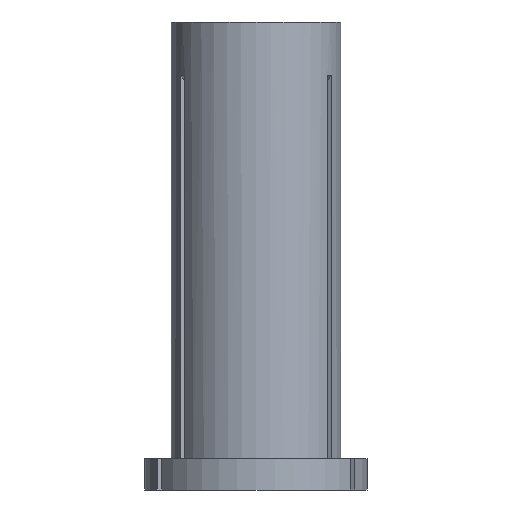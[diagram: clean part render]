
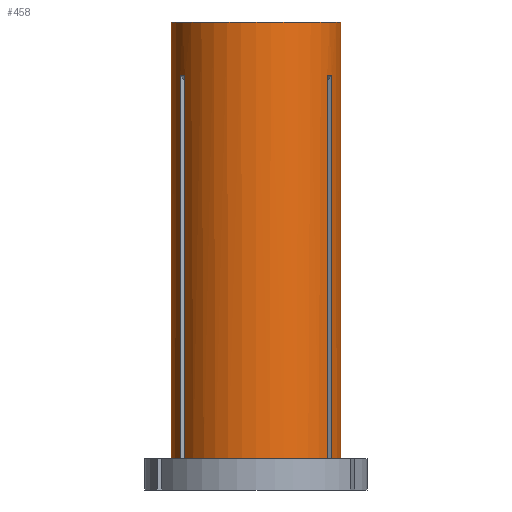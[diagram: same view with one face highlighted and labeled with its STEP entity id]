
A CAD part, front view. The second image highlights one B-rep face of the part: STEP entity #458.
In plain terms, the highlighted cylindrical face has radius 9.525 mm (diameter 19.05 mm), a partial arc.
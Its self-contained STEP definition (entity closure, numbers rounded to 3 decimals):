
#8 = B_SPLINE_CURVE_WITH_KNOTS ( 'NONE', 3,
 ( #929, #736, #733, #1010, #229, #844 ),
 .UNSPECIFIED., .F., .F.,
 ( 4, 2, 4 ),
 ( 0.066, 0.067, 0.067 ),
 .UNSPECIFIED. ) ;
#15 = CARTESIAN_POINT ( 'NONE',  ( -7.988, -5.189, -6.014 ) ) ;
#17 = VERTEX_POINT ( 'NONE', #881 ) ;
#20 = LINE ( 'NONE', #194, #596 ) ;
#36 = VERTEX_POINT ( 'NONE', #356 ) ;
#44 = CARTESIAN_POINT ( 'NONE',  ( -7.988, -5.189, -49. ) ) ;
#55 = DIRECTION ( 'NONE',  ( 1., 0., 0. ) ) ;
#69 = ORIENTED_EDGE ( 'NONE', *, *, #553, .T. ) ;
#72 = CARTESIAN_POINT ( 'NONE',  ( 8.488, -4.323, 0. ) ) ;
#100 = B_SPLINE_CURVE_WITH_KNOTS ( 'NONE', 3,
 ( #1134, #346, #951, #260, #249 ),
 .UNSPECIFIED., .F., .F.,
 ( 4, 1, 4 ),
 ( 0.072, 0.072, 0.073 ),
 .UNSPECIFIED. ) ;
#122 = LINE ( 'NONE', #72, #416 ) ;
#141 = CARTESIAN_POINT ( 'NONE',  ( 0., 0., 0. ) ) ;
#148 = DIRECTION ( 'NONE',  ( 0., 0., 1. ) ) ;
#153 = EDGE_CURVE ( 'NONE', #500, #759, #678, .T. ) ;
#176 = LINE ( 'NONE', #216, #751 ) ;
#194 = CARTESIAN_POINT ( 'NONE',  ( 7.988, -5.189, 0. ) ) ;
#196 = CYLINDRICAL_SURFACE ( 'NONE', #817, 9.525 ) ;
#216 = CARTESIAN_POINT ( 'NONE',  ( -8.488, -4.323, 0. ) ) ;
#218 = EDGE_CURVE ( 'NONE', #451, #641, #230, .T. ) ;
#229 = CARTESIAN_POINT ( 'NONE',  ( -8.078, -5.05, -6.005 ) ) ;
#230 = LINE ( 'NONE', #1018, #1123 ) ;
#238 = ORIENTED_EDGE ( 'NONE', *, *, #1031, .F. ) ;
#243 = AXIS2_PLACEMENT_3D ( 'NONE', #662, #148, #1111 ) ;
#249 = CARTESIAN_POINT ( 'NONE',  ( 8.488, -4.323, -6.014 ) ) ;
#257 = DIRECTION ( 'NONE',  ( 1., 0., 0. ) ) ;
#260 = CARTESIAN_POINT ( 'NONE',  ( 8.412, -4.472, -6.005 ) ) ;
#273 = CARTESIAN_POINT ( 'NONE',  ( 9.525, 0., 0. ) ) ;
#282 = FACE_OUTER_BOUND ( 'NONE', #505, .T. ) ;
#307 = ORIENTED_EDGE ( 'NONE', *, *, #595, .T. ) ;
#310 = CARTESIAN_POINT ( 'NONE',  ( 7.988, -5.189, -6.014 ) ) ;
#321 = DIRECTION ( 'NONE',  ( 0., 0., 1. ) ) ;
#346 = CARTESIAN_POINT ( 'NONE',  ( 8.078, -5.049, -6.005 ) ) ;
#353 = CARTESIAN_POINT ( 'NONE',  ( 9.525, 0., 0. ) ) ;
#356 = CARTESIAN_POINT ( 'NONE',  ( -9.525, 0., -49. ) ) ;
#408 = DIRECTION ( 'NONE',  ( 0., 0., 1. ) ) ;
#416 = VECTOR ( 'NONE', #321, 1000. ) ;
#421 = DIRECTION ( 'NONE',  ( 0., 0., 1. ) ) ;
#451 = VERTEX_POINT ( 'NONE', #44 ) ;
#458 = ADVANCED_FACE ( 'NONE', ( #282 ), #196, .T. ) ;
#460 = EDGE_CURVE ( 'NONE', #1047, #899, #176, .T. ) ;
#469 = DIRECTION ( 'NONE',  ( 0., 0., 1. ) ) ;
#488 = DIRECTION ( 'NONE',  ( 0., 0., 1. ) ) ;
#500 = VERTEX_POINT ( 'NONE', #1013 ) ;
#505 = EDGE_LOOP ( 'NONE', ( #1030, #1059, #856, #1023, #583, #537, #683, #69, #238, #601, #307, #559 ) ) ;
#523 = EDGE_CURVE ( 'NONE', #799, #17, #779, .T. ) ;
#524 = LINE ( 'NONE', #1007, #783 ) ;
#530 = CARTESIAN_POINT ( 'NONE',  ( 8.488, -4.323, -6.014 ) ) ;
#533 = DIRECTION ( 'NONE',  ( 0., 0., 1. ) ) ;
#537 = ORIENTED_EDGE ( 'NONE', *, *, #1051, .T. ) ;
#547 = VERTEX_POINT ( 'NONE', #1101 ) ;
#553 = EDGE_CURVE ( 'NONE', #879, #612, #100, .T. ) ;
#559 = ORIENTED_EDGE ( 'NONE', *, *, #153, .F. ) ;
#571 = LINE ( 'NONE', #273, #952 ) ;
#574 = DIRECTION ( 'NONE',  ( 0., 0., 1. ) ) ;
#583 = ORIENTED_EDGE ( 'NONE', *, *, #218, .F. ) ;
#588 = CARTESIAN_POINT ( 'NONE',  ( 0., 0., -49. ) ) ;
#595 = EDGE_CURVE ( 'NONE', #17, #759, #571, .T. ) ;
#596 = VECTOR ( 'NONE', #533, 1000. ) ;
#601 = ORIENTED_EDGE ( 'NONE', *, *, #523, .T. ) ;
#612 = VERTEX_POINT ( 'NONE', #530 ) ;
#627 = EDGE_CURVE ( 'NONE', #547, #879, #20, .T. ) ;
#639 = CARTESIAN_POINT ( 'NONE',  ( 0., 0., -49. ) ) ;
#641 = VERTEX_POINT ( 'NONE', #15 ) ;
#643 = CARTESIAN_POINT ( 'NONE',  ( -8.488, -4.323, -6.014 ) ) ;
#651 = DIRECTION ( 'NONE',  ( 0., 0., 1. ) ) ;
#662 = CARTESIAN_POINT ( 'NONE',  ( 0., 0., -49. ) ) ;
#671 = CARTESIAN_POINT ( 'NONE',  ( -8.488, -4.323, -49. ) ) ;
#678 = CIRCLE ( 'NONE', #1081, 9.525 ) ;
#683 = ORIENTED_EDGE ( 'NONE', *, *, #627, .T. ) ;
#721 = CIRCLE ( 'NONE', #913, 9.525 ) ;
#733 = CARTESIAN_POINT ( 'NONE',  ( -8.332, -4.619, -6. ) ) ;
#736 = CARTESIAN_POINT ( 'NONE',  ( -8.412, -4.471, -6.005 ) ) ;
#747 = CARTESIAN_POINT ( 'NONE',  ( 0., 0., 0. ) ) ;
#751 = VECTOR ( 'NONE', #651, 1000. ) ;
#759 = VERTEX_POINT ( 'NONE', #353 ) ;
#779 = CIRCLE ( 'NONE', #243, 9.525 ) ;
#783 = VECTOR ( 'NONE', #408, 1000. ) ;
#799 = VERTEX_POINT ( 'NONE', #1078 ) ;
#817 = AXIS2_PLACEMENT_3D ( 'NONE', #141, #469, #55 ) ;
#827 = EDGE_CURVE ( 'NONE', #36, #500, #524, .T. ) ;
#830 = DIRECTION ( 'NONE',  ( 1., 0., 0. ) ) ;
#832 = AXIS2_PLACEMENT_3D ( 'NONE', #639, #909, #830 ) ;
#844 = CARTESIAN_POINT ( 'NONE',  ( -7.988, -5.189, -6.014 ) ) ;
#849 = CIRCLE ( 'NONE', #832, 9.525 ) ;
#856 = ORIENTED_EDGE ( 'NONE', *, *, #460, .T. ) ;
#862 = EDGE_CURVE ( 'NONE', #899, #641, #8, .T. ) ;
#879 = VERTEX_POINT ( 'NONE', #310 ) ;
#881 = CARTESIAN_POINT ( 'NONE',  ( 9.525, 0., -49. ) ) ;
#885 = DIRECTION ( 'NONE',  ( 0., 0., 1. ) ) ;
#899 = VERTEX_POINT ( 'NONE', #643 ) ;
#909 = DIRECTION ( 'NONE',  ( 0., 0., 1. ) ) ;
#913 = AXIS2_PLACEMENT_3D ( 'NONE', #588, #421, #1117 ) ;
#929 = CARTESIAN_POINT ( 'NONE',  ( -8.488, -4.323, -6.014 ) ) ;
#951 = CARTESIAN_POINT ( 'NONE',  ( 8.252, -4.765, -5.995 ) ) ;
#952 = VECTOR ( 'NONE', #885, 1000. ) ;
#1007 = CARTESIAN_POINT ( 'NONE',  ( -9.525, 0., 0. ) ) ;
#1010 = CARTESIAN_POINT ( 'NONE',  ( -8.165, -4.909, -6. ) ) ;
#1013 = CARTESIAN_POINT ( 'NONE',  ( -9.525, 0., 0. ) ) ;
#1018 = CARTESIAN_POINT ( 'NONE',  ( -7.988, -5.189, 0. ) ) ;
#1023 = ORIENTED_EDGE ( 'NONE', *, *, #862, .T. ) ;
#1030 = ORIENTED_EDGE ( 'NONE', *, *, #827, .F. ) ;
#1031 = EDGE_CURVE ( 'NONE', #799, #612, #122, .T. ) ;
#1047 = VERTEX_POINT ( 'NONE', #671 ) ;
#1051 = EDGE_CURVE ( 'NONE', #451, #547, #721, .T. ) ;
#1059 = ORIENTED_EDGE ( 'NONE', *, *, #1114, .T. ) ;
#1078 = CARTESIAN_POINT ( 'NONE',  ( 8.488, -4.323, -49. ) ) ;
#1081 = AXIS2_PLACEMENT_3D ( 'NONE', #747, #574, #257 ) ;
#1101 = CARTESIAN_POINT ( 'NONE',  ( 7.988, -5.189, -49. ) ) ;
#1111 = DIRECTION ( 'NONE',  ( 1., 0., 0. ) ) ;
#1114 = EDGE_CURVE ( 'NONE', #36, #1047, #849, .T. ) ;
#1117 = DIRECTION ( 'NONE',  ( 1., 0., 0. ) ) ;
#1123 = VECTOR ( 'NONE', #488, 1000. ) ;
#1134 = CARTESIAN_POINT ( 'NONE',  ( 7.988, -5.189, -6.014 ) ) ;
